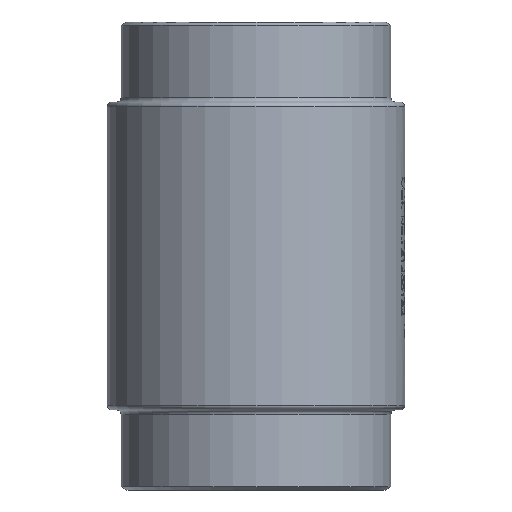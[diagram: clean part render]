
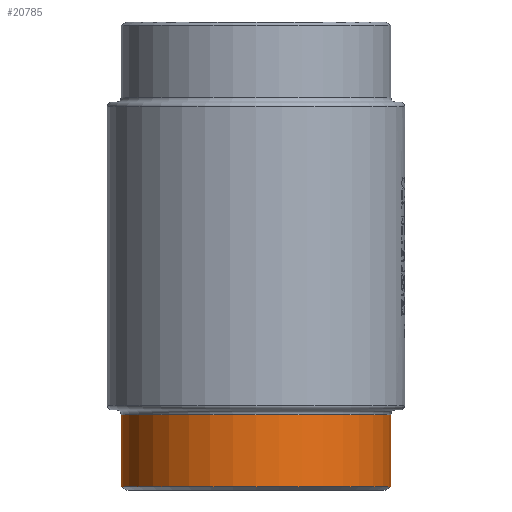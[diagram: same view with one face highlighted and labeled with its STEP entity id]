
A CAD part, front view. The second image highlights one B-rep face of the part: STEP entity #20785.
In plain terms, the highlighted cylindrical face has radius 84.15 mm (diameter 168.3 mm), a partial arc.
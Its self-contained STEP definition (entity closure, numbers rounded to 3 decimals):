
#12 = FACE_OUTER_BOUND ( 'NONE', #10161, .T. ) ;
#725 = LINE ( 'NONE', #9322, #10530 ) ;
#1775 = CARTESIAN_POINT ( 'NONE',  ( 84.15, 0., -245. ) ) ;
#2248 = CARTESIAN_POINT ( 'NONE',  ( 0., 0., -292. ) ) ;
#2275 = CARTESIAN_POINT ( 'NONE',  ( 84.15, 0., -289.979 ) ) ;
#3228 = CIRCLE ( 'NONE', #20313, 84.15 ) ;
#3516 = DIRECTION ( 'NONE',  ( 0., 0., 1. ) ) ;
#5466 = VECTOR ( 'NONE', #21874, 1000. ) ;
#5506 = EDGE_CURVE ( 'NONE', #14428, #22240, #20028, .T. ) ;
#7528 = CARTESIAN_POINT ( 'NONE',  ( -84.15, 0., -289.979 ) ) ;
#8723 = EDGE_CURVE ( 'NONE', #10427, #14428, #12380, .T. ) ;
#9175 = VERTEX_POINT ( 'NONE', #2275 ) ;
#9322 = CARTESIAN_POINT ( 'NONE',  ( 84.15, 0., -292. ) ) ;
#10161 = EDGE_LOOP ( 'NONE', ( #22191, #25591, #25786, #11535 ) ) ;
#10427 = VERTEX_POINT ( 'NONE', #1775 ) ;
#10530 = VECTOR ( 'NONE', #22400, 1000. ) ;
#10586 = DIRECTION ( 'NONE',  ( 0., 0., -1. ) ) ;
#11070 = DIRECTION ( 'NONE',  ( 1., 0., 0. ) ) ;
#11535 = ORIENTED_EDGE ( 'NONE', *, *, #20603, .F. ) ;
#12104 = DIRECTION ( 'NONE',  ( 1., 0., 0. ) ) ;
#12380 = CIRCLE ( 'NONE', #25848, 84.15 ) ;
#13180 = DIRECTION ( 'NONE',  ( 0., 0., -1. ) ) ;
#14428 = VERTEX_POINT ( 'NONE', #23662 ) ;
#14754 = EDGE_CURVE ( 'NONE', #22240, #9175, #3228, .T. ) ;
#15007 = AXIS2_PLACEMENT_3D ( 'NONE', #2248, #10586, #23375 ) ;
#15948 = CARTESIAN_POINT ( 'NONE',  ( -84.15, 0., -292. ) ) ;
#20028 = LINE ( 'NONE', #15948, #5466 ) ;
#20313 = AXIS2_PLACEMENT_3D ( 'NONE', #27449, #3516, #12104 ) ;
#20603 = EDGE_CURVE ( 'NONE', #10427, #9175, #725, .T. ) ;
#20785 = ADVANCED_FACE ( 'NONE', ( #12 ), #27611, .T. ) ;
#21874 = DIRECTION ( 'NONE',  ( 0., 0., -1. ) ) ;
#22191 = ORIENTED_EDGE ( 'NONE', *, *, #8723, .T. ) ;
#22240 = VERTEX_POINT ( 'NONE', #7528 ) ;
#22400 = DIRECTION ( 'NONE',  ( 0., 0., -1. ) ) ;
#23375 = DIRECTION ( 'NONE',  ( 1., 0., 0. ) ) ;
#23662 = CARTESIAN_POINT ( 'NONE',  ( -84.15, 0., -245. ) ) ;
#23743 = CARTESIAN_POINT ( 'NONE',  ( 0., 0., -245. ) ) ;
#25591 = ORIENTED_EDGE ( 'NONE', *, *, #5506, .T. ) ;
#25786 = ORIENTED_EDGE ( 'NONE', *, *, #14754, .T. ) ;
#25848 = AXIS2_PLACEMENT_3D ( 'NONE', #23743, #13180, #11070 ) ;
#27449 = CARTESIAN_POINT ( 'NONE',  ( 0., 0., -289.979 ) ) ;
#27611 = CYLINDRICAL_SURFACE ( 'NONE', #15007, 84.15 ) ;
